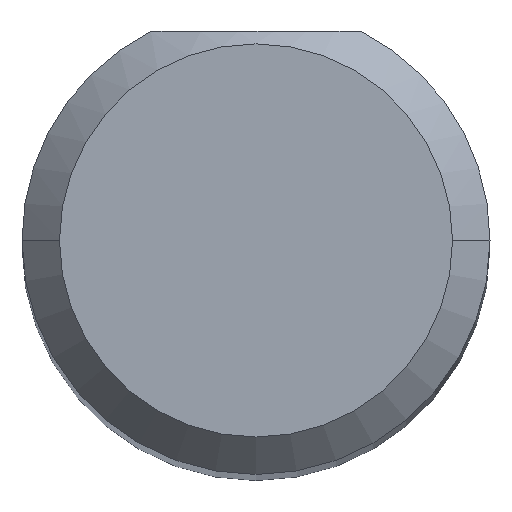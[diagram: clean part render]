
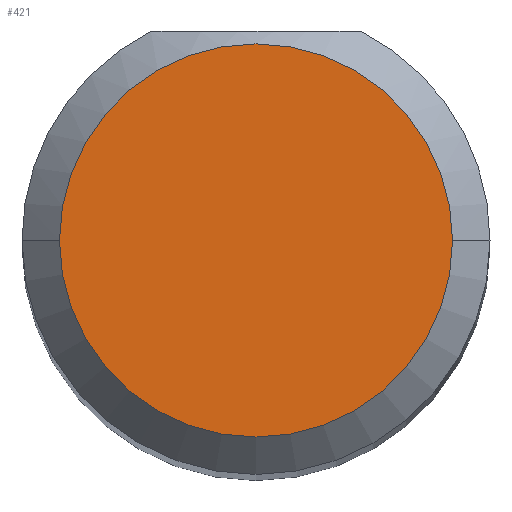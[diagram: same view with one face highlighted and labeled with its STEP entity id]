
A CAD part, top view. The second image highlights one B-rep face of the part: STEP entity #421.
In plain terms, the highlighted planar face has unit normal (0, 0, 1).
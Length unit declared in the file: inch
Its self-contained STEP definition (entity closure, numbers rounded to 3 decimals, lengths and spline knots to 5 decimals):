
#75 = CARTESIAN_POINT ( 'NONE',  ( 0.07875, 0., 2. ) ) ;
#112 = DIRECTION ( 'NONE',  ( 1., 0., 0. ) ) ;
#133 = AXIS2_PLACEMENT_3D ( 'NONE', #263, #607, #112 ) ;
#228 = CARTESIAN_POINT ( 'NONE',  ( 0., 0., 2. ) ) ;
#256 = EDGE_CURVE ( 'NONE', #920, #510, #847, .T. ) ;
#263 = CARTESIAN_POINT ( 'NONE',  ( 0., 0., 2. ) ) ;
#287 = CARTESIAN_POINT ( 'NONE',  ( 0., 0., 2. ) ) ;
#314 = PLANE ( 'NONE',  #497 ) ;
#354 = EDGE_CURVE ( 'NONE', #510, #920, #845, .T. ) ;
#374 = ORIENTED_EDGE ( 'NONE', *, *, #354, .T. ) ;
#403 = CARTESIAN_POINT ( 'NONE',  ( -0.07875, 0., 2. ) ) ;
#421 = ADVANCED_FACE ( 'NONE', ( #1007 ), #314, .T. ) ;
#431 = EDGE_LOOP ( 'NONE', ( #374, #524 ) ) ;
#497 = AXIS2_PLACEMENT_3D ( 'NONE', #228, #1089, #579 ) ;
#510 = VERTEX_POINT ( 'NONE', #403 ) ;
#524 = ORIENTED_EDGE ( 'NONE', *, *, #256, .T. ) ;
#579 = DIRECTION ( 'NONE',  ( 1., 0., 0. ) ) ;
#607 = DIRECTION ( 'NONE',  ( 0., 0., 1. ) ) ;
#629 = DIRECTION ( 'NONE',  ( 1., 0., 0. ) ) ;
#845 = CIRCLE ( 'NONE', #133, 0.07875 ) ;
#847 = CIRCLE ( 'NONE', #965, 0.07875 ) ;
#880 = DIRECTION ( 'NONE',  ( 0., 0., 1. ) ) ;
#920 = VERTEX_POINT ( 'NONE', #75 ) ;
#965 = AXIS2_PLACEMENT_3D ( 'NONE', #287, #880, #629 ) ;
#1007 = FACE_OUTER_BOUND ( 'NONE', #431, .T. ) ;
#1089 = DIRECTION ( 'NONE',  ( 0., 0., 1. ) ) ;
